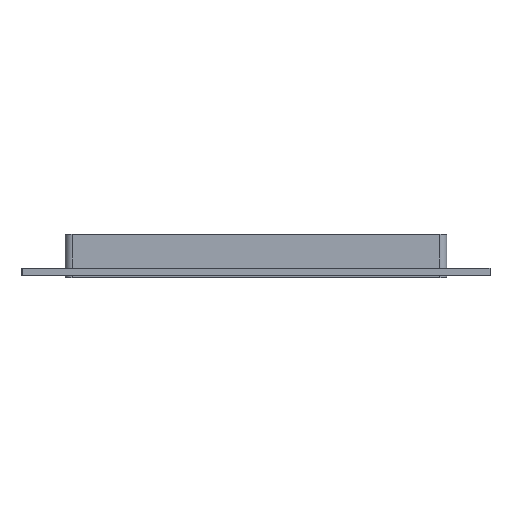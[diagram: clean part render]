
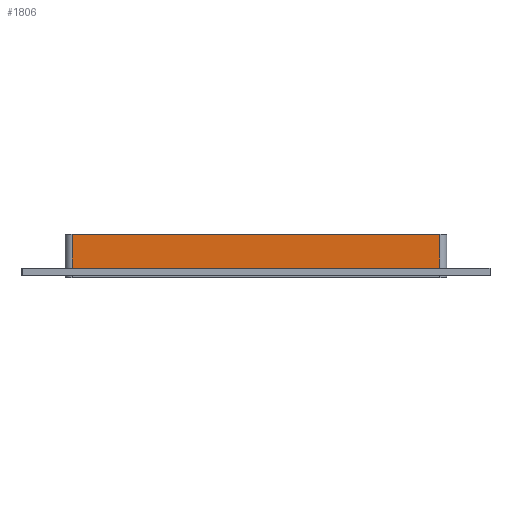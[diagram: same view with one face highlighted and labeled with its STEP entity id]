
A CAD part, front view. The second image highlights one B-rep face of the part: STEP entity #1806.
In plain terms, the highlighted planar face has unit normal (0, -1, 0).
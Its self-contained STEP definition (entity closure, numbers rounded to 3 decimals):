
#1028=CARTESIAN_POINT('',(256.,-298.,-17.0));
#1029=VERTEX_POINT('',#1028);
#1037=CARTESIAN_POINT('',(-256.,-298.,-17.0));
#1038=VERTEX_POINT('',#1037);
#1039=CARTESIAN_POINT('',(-256.,-298.,-17.));
#1040=DIRECTION('',(1.0,0.0,0.0));
#1041=VECTOR('',#1040,512.);
#1042=LINE('',#1039,#1041);
#1043=EDGE_CURVE('',#1038,#1029,#1042,.T.);
#1286=CARTESIAN_POINT('',(256.,-298.0,30.0));
#1287=VERTEX_POINT('',#1286);
#1295=CARTESIAN_POINT('',(256.,-298.0,30.0));
#1296=DIRECTION('',(0.0,0.0,-1.0));
#1297=VECTOR('',#1296,47.0);
#1298=LINE('',#1295,#1297);
#1299=EDGE_CURVE('',#1287,#1029,#1298,.T.);
#1783=CARTESIAN_POINT('',(-266.0,-298.,0.0));
#1784=DIRECTION('',(0.0,-1.0,0.0));
#1785=DIRECTION('',(1.0,0.0,0.0));
#1786=AXIS2_PLACEMENT_3D('',#1783,#1784,#1785);
#1787=PLANE('',#1786);
#1788=ORIENTED_EDGE('',*,*,#1043,.T.);
#1789=ORIENTED_EDGE('',*,*,#1299,.F.);
#1790=CARTESIAN_POINT('',(-256.0,-298.,30.0));
#1791=VERTEX_POINT('',#1790);
#1792=CARTESIAN_POINT('',(-256.0,-298.,30.0));
#1793=DIRECTION('',(1.0,0.0,0.0));
#1794=VECTOR('',#1793,512.);
#1795=LINE('',#1792,#1794);
#1796=EDGE_CURVE('',#1791,#1287,#1795,.T.);
#1797=ORIENTED_EDGE('',*,*,#1796,.F.);
#1798=CARTESIAN_POINT('',(-256.0,-298.,-17.0));
#1799=DIRECTION('',(0.0,0.0,1.0));
#1800=VECTOR('',#1799,47.0);
#1801=LINE('',#1798,#1800);
#1802=EDGE_CURVE('',#1038,#1791,#1801,.T.);
#1803=ORIENTED_EDGE('',*,*,#1802,.F.);
#1804=EDGE_LOOP('',(#1788,#1789,#1797,#1803));
#1805=FACE_OUTER_BOUND('',#1804,.T.);
#1806=ADVANCED_FACE('',(#1805),#1787,.T.);
